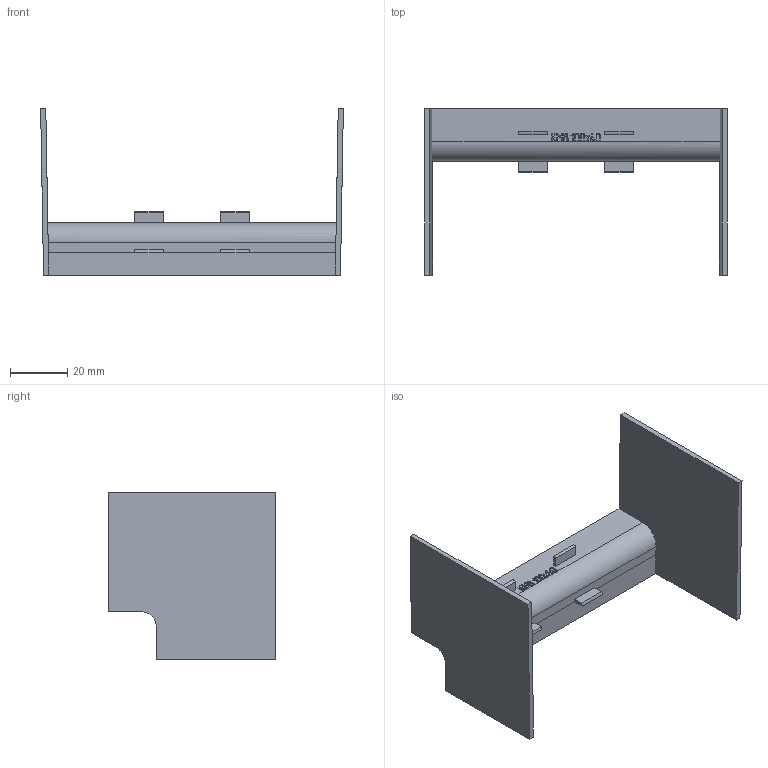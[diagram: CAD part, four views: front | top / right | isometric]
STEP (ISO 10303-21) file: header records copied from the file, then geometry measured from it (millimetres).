
FILE_DESCRIPTION (( 'STEP AP214' ), '1' );
FILE_NAME ('ÊÌÂ 100x40 (3 î÷åðåäü)_èçì.1.STEP', '2016-06-20T08:37:01', ( '' ), ( '' ), 'SwSTEP 2.0', 'SolidWorks 2014', '' );
FILE_SCHEMA (( 'AUTOMOTIVE_DESIGN' ));
Length unit declared in the file: millimetre
Products named in the file (1): ÊÌÂ 100x40 (3 î÷åðåäü)_èçì.1
Bounding box: 105.63 x 58.2 x 58.2 mm (x, y, z)
Volume: 17239.3 mm3; surface area: 20453.4 mm2
Topology: 1 solids, 1 shells, 291 faces, 823 edges, 548 vertices
Faces by surface type: plane 189, bspline 92, cylinder 10
Entity records: 12139 total; most frequent: CARTESIAN_POINT 5248, ORIENTED_EDGE 1646, DIRECTION 1022, EDGE_CURVE 823, VECTOR 598, LINE 598, VERTEX_POINT 548, EDGE_LOOP 305
